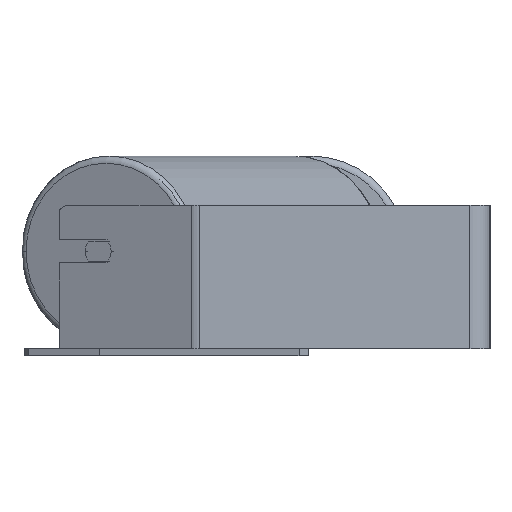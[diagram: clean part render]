
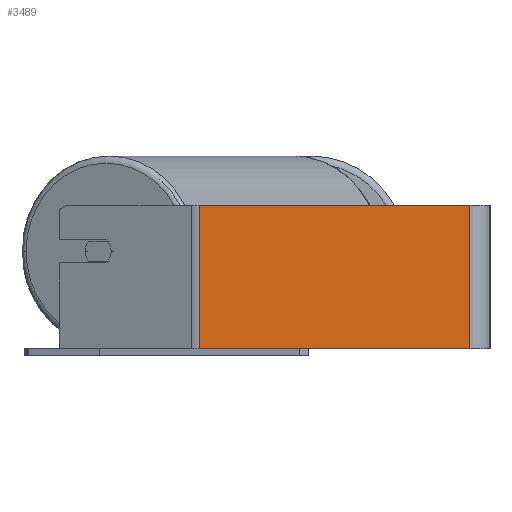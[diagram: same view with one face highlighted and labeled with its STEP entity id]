
A CAD part, left-side view. The second image highlights one B-rep face of the part: STEP entity #3489.
In plain terms, the highlighted planar face has unit normal (-1, 0, 0).
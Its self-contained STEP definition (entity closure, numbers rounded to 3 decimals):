
#27 = EDGE_LOOP ( 'NONE', ( #6154, #3375, #4077, #3372 ) ) ;
#286 = DIRECTION ( 'NONE',  ( 0., 0., -1. ) ) ;
#408 = DIRECTION ( 'NONE',  ( 0., 0., -1. ) ) ;
#437 = CARTESIAN_POINT ( 'NONE',  ( -525., 14., -50. ) ) ;
#1082 = VECTOR ( 'NONE', #4455, 1000. ) ;
#1181 = VERTEX_POINT ( 'NONE', #437 ) ;
#1589 = CARTESIAN_POINT ( 'NONE',  ( -525., 205.69, 50. ) ) ;
#1843 = EDGE_CURVE ( 'NONE', #8549, #1181, #7786, .T. ) ;
#2054 = DIRECTION ( 'NONE',  ( 0., 0., -1. ) ) ;
#2991 = DIRECTION ( 'NONE',  ( 0., -1., 0. ) ) ;
#3215 = CARTESIAN_POINT ( 'NONE',  ( -525., 202.586, 50. ) ) ;
#3286 = DIRECTION ( 'NONE',  ( 1., 0., 0. ) ) ;
#3372 = ORIENTED_EDGE ( 'NONE', *, *, #8765, .T. ) ;
#3375 = ORIENTED_EDGE ( 'NONE', *, *, #1843, .F. ) ;
#3489 = ADVANCED_FACE ( 'NONE', ( #5078 ), #7872, .F. ) ;
#3844 = EDGE_CURVE ( 'NONE', #8895, #1181, #4502, .T. ) ;
#4077 = ORIENTED_EDGE ( 'NONE', *, *, #4906, .F. ) ;
#4164 = CARTESIAN_POINT ( 'NONE',  ( -525., 14., 50. ) ) ;
#4248 = CARTESIAN_POINT ( 'NONE',  ( -525., 202.586, -50. ) ) ;
#4455 = DIRECTION ( 'NONE',  ( 0., -1., 0. ) ) ;
#4502 = LINE ( 'NONE', #5064, #1082 ) ;
#4701 = VECTOR ( 'NONE', #2054, 1000. ) ;
#4906 = EDGE_CURVE ( 'NONE', #6739, #8549, #5057, .T. ) ;
#5057 = LINE ( 'NONE', #6340, #7365 ) ;
#5064 = CARTESIAN_POINT ( 'NONE',  ( -525., 205.69, -50. ) ) ;
#5078 = FACE_OUTER_BOUND ( 'NONE', #27, .T. ) ;
#6117 = VECTOR ( 'NONE', #286, 1000. ) ;
#6154 = ORIENTED_EDGE ( 'NONE', *, *, #3844, .T. ) ;
#6340 = CARTESIAN_POINT ( 'NONE',  ( -525., 205.69, 50. ) ) ;
#6660 = CARTESIAN_POINT ( 'NONE',  ( -525., 14., 50. ) ) ;
#6739 = VERTEX_POINT ( 'NONE', #8743 ) ;
#7365 = VECTOR ( 'NONE', #2991, 1000. ) ;
#7786 = LINE ( 'NONE', #4164, #4701 ) ;
#7872 = PLANE ( 'NONE',  #7958 ) ;
#7891 = LINE ( 'NONE', #3215, #6117 ) ;
#7958 = AXIS2_PLACEMENT_3D ( 'NONE', #1589, #3286, #408 ) ;
#8549 = VERTEX_POINT ( 'NONE', #6660 ) ;
#8743 = CARTESIAN_POINT ( 'NONE',  ( -525., 202.586, 50. ) ) ;
#8765 = EDGE_CURVE ( 'NONE', #6739, #8895, #7891, .T. ) ;
#8895 = VERTEX_POINT ( 'NONE', #4248 ) ;
